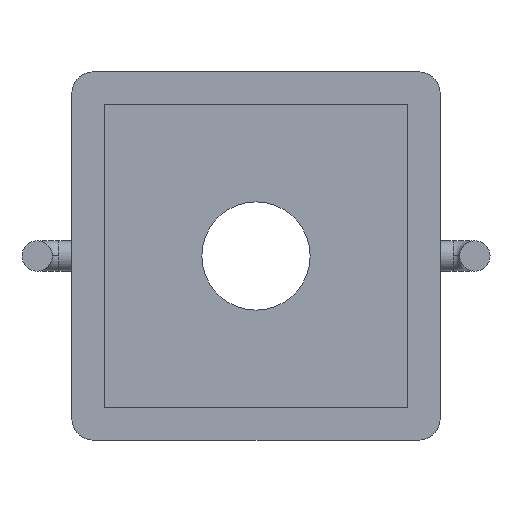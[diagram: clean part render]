
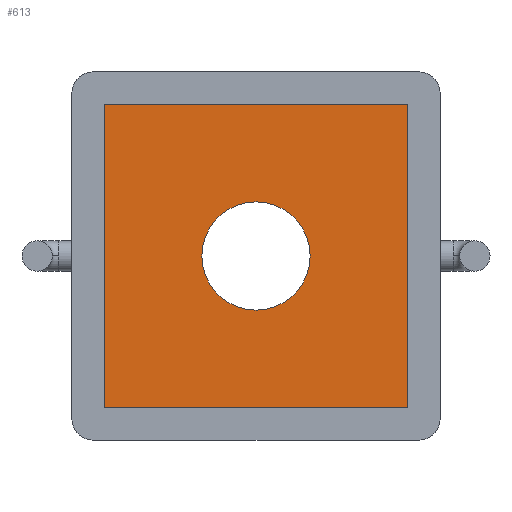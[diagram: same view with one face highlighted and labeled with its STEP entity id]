
A CAD part, front view. The second image highlights one B-rep face of the part: STEP entity #613.
In plain terms, the highlighted planar face has unit normal (0, -1, 0).
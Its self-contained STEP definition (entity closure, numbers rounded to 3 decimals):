
#21 = VECTOR ( 'NONE', #807, 1000. ) ;
#38 = CARTESIAN_POINT ( 'NONE',  ( -3.5, -0.01, -3.5 ) ) ;
#46 = CARTESIAN_POINT ( 'NONE',  ( 0., -0.01, 0. ) ) ;
#69 = LINE ( 'NONE', #378, #21 ) ;
#93 = ORIENTED_EDGE ( 'NONE', *, *, #1056, .F. ) ;
#99 = ORIENTED_EDGE ( 'NONE', *, *, #800, .F. ) ;
#184 = CARTESIAN_POINT ( 'NONE',  ( 0., -0.01, 0. ) ) ;
#245 = CARTESIAN_POINT ( 'NONE',  ( 3.5, -0.01, -3.5 ) ) ;
#302 = ORIENTED_EDGE ( 'NONE', *, *, #1352, .F. ) ;
#378 = CARTESIAN_POINT ( 'NONE',  ( -3.5, -0.01, -3.5 ) ) ;
#399 = DIRECTION ( 'NONE',  ( 0., 0., 1. ) ) ;
#405 = ORIENTED_EDGE ( 'NONE', *, *, #949, .T. ) ;
#423 = ORIENTED_EDGE ( 'NONE', *, *, #1339, .F. ) ;
#438 = CARTESIAN_POINT ( 'NONE',  ( 0., -0.01, -1.25 ) ) ;
#451 = DIRECTION ( 'NONE',  ( 0., 0., 1. ) ) ;
#477 = CARTESIAN_POINT ( 'NONE',  ( -3.5, -0.01, 3.5 ) ) ;
#488 = VERTEX_POINT ( 'NONE', #477 ) ;
#509 = DIRECTION ( 'NONE',  ( 1., 0., 0. ) ) ;
#516 = LINE ( 'NONE', #803, #727 ) ;
#540 = CARTESIAN_POINT ( 'NONE',  ( 3.5, -0.01, -3.5 ) ) ;
#604 = FACE_BOUND ( 'NONE', #870, .T. ) ;
#613 = ADVANCED_FACE ( 'NONE', ( #604, #1310 ), #1062, .F. ) ;
#631 = AXIS2_PLACEMENT_3D ( 'NONE', #184, #946, #399 ) ;
#668 = DIRECTION ( 'NONE',  ( 0., 1., 0. ) ) ;
#707 = CARTESIAN_POINT ( 'NONE',  ( 3.5, -0.01, 3.5 ) ) ;
#727 = VECTOR ( 'NONE', #1357, 1000. ) ;
#735 = VERTEX_POINT ( 'NONE', #438 ) ;
#784 = VERTEX_POINT ( 'NONE', #38 ) ;
#794 = DIRECTION ( 'NONE',  ( 0., 0., 1. ) ) ;
#796 = VERTEX_POINT ( 'NONE', #1332 ) ;
#800 = EDGE_CURVE ( 'NONE', #1278, #1144, #1201, .T. ) ;
#803 = CARTESIAN_POINT ( 'NONE',  ( -3.5, -0.01, -3.5 ) ) ;
#807 = DIRECTION ( 'NONE',  ( -1., 0., 0. ) ) ;
#870 = EDGE_LOOP ( 'NONE', ( #405, #1254 ) ) ;
#946 = DIRECTION ( 'NONE',  ( 0., 1., 0. ) ) ;
#949 = EDGE_CURVE ( 'NONE', #796, #735, #1235, .T. ) ;
#971 = VECTOR ( 'NONE', #509, 1000. ) ;
#1028 = AXIS2_PLACEMENT_3D ( 'NONE', #46, #1133, #794 ) ;
#1040 = CARTESIAN_POINT ( 'NONE',  ( -3.5, -0.01, 3.5 ) ) ;
#1056 = EDGE_CURVE ( 'NONE', #488, #1278, #1292, .T. ) ;
#1062 = PLANE ( 'NONE',  #1076 ) ;
#1076 = AXIS2_PLACEMENT_3D ( 'NONE', #1095, #668, #451 ) ;
#1077 = EDGE_LOOP ( 'NONE', ( #99, #93, #423, #302 ) ) ;
#1095 = CARTESIAN_POINT ( 'NONE',  ( 0., -0.01, 0. ) ) ;
#1133 = DIRECTION ( 'NONE',  ( 0., 1., 0. ) ) ;
#1144 = VERTEX_POINT ( 'NONE', #540 ) ;
#1201 = LINE ( 'NONE', #245, #1406 ) ;
#1235 = CIRCLE ( 'NONE', #1028, 1.25 ) ;
#1254 = ORIENTED_EDGE ( 'NONE', *, *, #1380, .T. ) ;
#1268 = CIRCLE ( 'NONE', #631, 1.25 ) ;
#1278 = VERTEX_POINT ( 'NONE', #707 ) ;
#1292 = LINE ( 'NONE', #1040, #971 ) ;
#1310 = FACE_OUTER_BOUND ( 'NONE', #1077, .T. ) ;
#1332 = CARTESIAN_POINT ( 'NONE',  ( 0., -0.01, 1.25 ) ) ;
#1337 = DIRECTION ( 'NONE',  ( 0., 0., -1. ) ) ;
#1339 = EDGE_CURVE ( 'NONE', #784, #488, #516, .T. ) ;
#1352 = EDGE_CURVE ( 'NONE', #1144, #784, #69, .T. ) ;
#1357 = DIRECTION ( 'NONE',  ( 0., 0., 1. ) ) ;
#1380 = EDGE_CURVE ( 'NONE', #735, #796, #1268, .T. ) ;
#1406 = VECTOR ( 'NONE', #1337, 1000. ) ;
